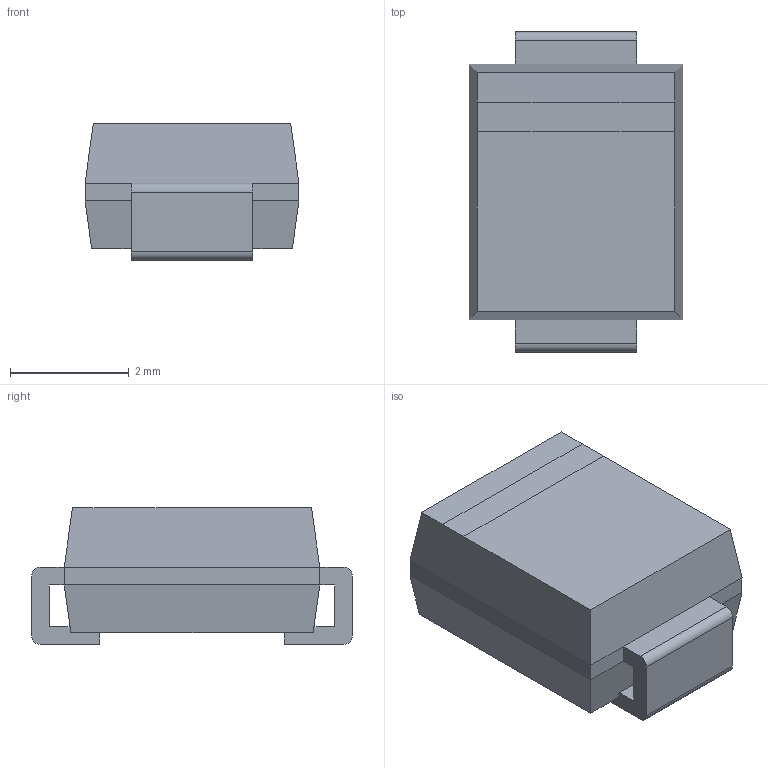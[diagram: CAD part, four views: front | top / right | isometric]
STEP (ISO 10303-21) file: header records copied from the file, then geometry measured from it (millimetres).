
FILE_DESCRIPTION(/* description */ ('STEP AP214'),/* implementation_level */ '2;1');
FILE_NAME(/* name */ 'SMB(DO-214AA).step',/* time_stamp */ '2025-04-08T17:36:53+08:00',/* author */ (''),/* organization */ (''),/* preprocessor_version */ 'ST-DEVELOPER v20.1',/* originating_system */ 'Autodesk Translation Framework v14.4.0.0',/* authorisation */ '');
FILE_SCHEMA (('AUTOMOTIVE_DESIGN { 1 0 10303 214 3 1 1 }'));
Length unit declared in the file: millimetre
Products named in the file (1): B5127189-71DF-49A2-AF7D-42F6933FB4C3
Bounding box: 3.6 x 5.4 x 2.3 mm (x, y, z)
Volume: 33.4 mm3; surface area: 76.6 mm2
Topology: 1 solids, 1 shells, 40 faces, 110 edges, 68 vertices
Faces by surface type: plane 36, cylinder 4
Entity records: 1316 total; most frequent: ORIENTED_EDGE 220, CARTESIAN_POINT 219, DIRECTION 202, EDGE_CURVE 110, LINE 100, VECTOR 100, VERTEX_POINT 68, AXIS2_PLACEMENT_3D 51
